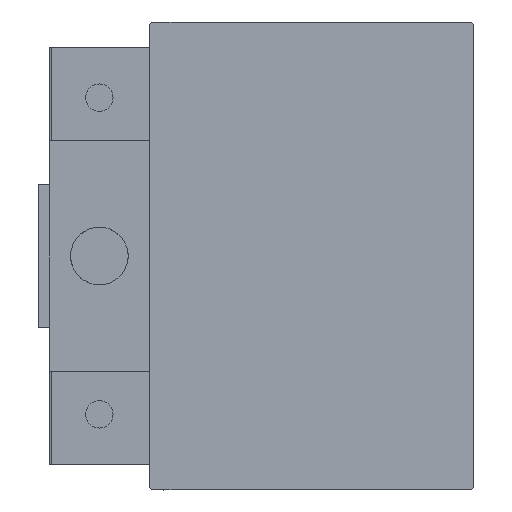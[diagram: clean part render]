
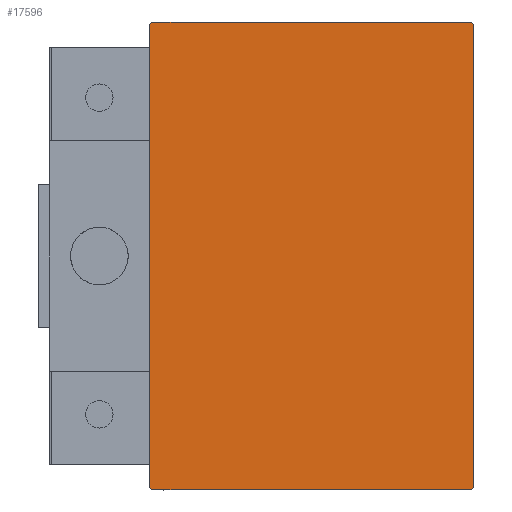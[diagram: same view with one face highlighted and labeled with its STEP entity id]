
A CAD part, left-side view. The second image highlights one B-rep face of the part: STEP entity #17596.
In plain terms, the highlighted face is planar.
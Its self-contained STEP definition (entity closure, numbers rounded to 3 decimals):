
#1414 = EDGE_CURVE ( 'NONE', #3464, #18310, #46546, .T. ) ;
#1546 = LINE ( 'NONE', #13597, #2665 ) ;
#2274 = VERTEX_POINT ( 'NONE', #4861 ) ;
#2665 = VECTOR ( 'NONE', #16870, 1000. ) ;
#3464 = VERTEX_POINT ( 'NONE', #5948 ) ;
#3567 = DIRECTION ( 'NONE',  ( 0., -0.707, 0.707 ) ) ;
#4602 = ORIENTED_EDGE ( 'NONE', *, *, #11514, .T. ) ;
#4861 = CARTESIAN_POINT ( 'NONE',  ( 100., 22.2, -32.5 ) ) ;
#5185 = EDGE_CURVE ( 'NONE', #28462, #15694, #25382, .T. ) ;
#5439 = EDGE_CURVE ( 'NONE', #21545, #2274, #12699, .T. ) ;
#5584 = CARTESIAN_POINT ( 'NONE',  ( 100., 27.35, -27.35 ) ) ;
#5948 = CARTESIAN_POINT ( 'NONE',  ( 100., -22.5, 32.2 ) ) ;
#7561 = EDGE_CURVE ( 'NONE', #2274, #28462, #40010, .T. ) ;
#7565 = CARTESIAN_POINT ( 'NONE',  ( 100., 27.35, 27.35 ) ) ;
#9689 = ORIENTED_EDGE ( 'NONE', *, *, #5185, .T. ) ;
#9797 = CARTESIAN_POINT ( 'NONE',  ( 100., 22.5, -32.5 ) ) ;
#10824 = EDGE_CURVE ( 'NONE', #32439, #3464, #30591, .T. ) ;
#11514 = EDGE_CURVE ( 'NONE', #24059, #32439, #19904, .T. ) ;
#11606 = ORIENTED_EDGE ( 'NONE', *, *, #39033, .T. ) ;
#11998 = DIRECTION ( 'NONE',  ( 0., -0.707, -0.707 ) ) ;
#12699 = LINE ( 'NONE', #35569, #24108 ) ;
#12889 = ORIENTED_EDGE ( 'NONE', *, *, #37564, .T. ) ;
#13387 = DIRECTION ( 'NONE',  ( 0., 0.707, 0.707 ) ) ;
#13597 = CARTESIAN_POINT ( 'NONE',  ( 100., -27.35, -27.35 ) ) ;
#13659 = DIRECTION ( 'NONE',  ( 0., 0., -1. ) ) ;
#13836 = ORIENTED_EDGE ( 'NONE', *, *, #10824, .T. ) ;
#15694 = VERTEX_POINT ( 'NONE', #21665 ) ;
#16870 = DIRECTION ( 'NONE',  ( 0., 0.707, -0.707 ) ) ;
#17446 = DIRECTION ( 'NONE',  ( 1., 0., 0. ) ) ;
#17596 = ADVANCED_FACE ( 'NONE', ( #36533 ), #47616, .T. ) ;
#18310 = VERTEX_POINT ( 'NONE', #34371 ) ;
#19904 = LINE ( 'NONE', #42787, #23209 ) ;
#20203 = VECTOR ( 'NONE', #13387, 1000. ) ;
#21545 = VERTEX_POINT ( 'NONE', #35880 ) ;
#21665 = CARTESIAN_POINT ( 'NONE',  ( 100., 22.5, 32.2 ) ) ;
#23209 = VECTOR ( 'NONE', #26461, 1000. ) ;
#24059 = VERTEX_POINT ( 'NONE', #26537 ) ;
#24108 = VECTOR ( 'NONE', #39091, 1000. ) ;
#25382 = LINE ( 'NONE', #9797, #28966 ) ;
#26461 = DIRECTION ( 'NONE',  ( 0., -1., 0. ) ) ;
#26537 = CARTESIAN_POINT ( 'NONE',  ( 100., 22.2, 32.5 ) ) ;
#28148 = DIRECTION ( 'NONE',  ( 0., 0., 1. ) ) ;
#28462 = VERTEX_POINT ( 'NONE', #34366 ) ;
#28966 = VECTOR ( 'NONE', #28148, 1000. ) ;
#30591 = LINE ( 'NONE', #49232, #38869 ) ;
#32252 = CARTESIAN_POINT ( 'NONE',  ( 100., 0., 0. ) ) ;
#32439 = VERTEX_POINT ( 'NONE', #38317 ) ;
#33871 = VECTOR ( 'NONE', #3567, 1000. ) ;
#34366 = CARTESIAN_POINT ( 'NONE',  ( 100., 22.5, -32.2 ) ) ;
#34371 = CARTESIAN_POINT ( 'NONE',  ( 100., -22.5, -32.2 ) ) ;
#35211 = DIRECTION ( 'NONE',  ( 0., 0., -1. ) ) ;
#35569 = CARTESIAN_POINT ( 'NONE',  ( 100., -22.5, -32.5 ) ) ;
#35880 = CARTESIAN_POINT ( 'NONE',  ( 100., -22.2, -32.5 ) ) ;
#36428 = ORIENTED_EDGE ( 'NONE', *, *, #7561, .T. ) ;
#36533 = FACE_OUTER_BOUND ( 'NONE', #45071, .T. ) ;
#36598 = ORIENTED_EDGE ( 'NONE', *, *, #5439, .T. ) ;
#37564 = EDGE_CURVE ( 'NONE', #15694, #24059, #41027, .T. ) ;
#38317 = CARTESIAN_POINT ( 'NONE',  ( 100., -22.2, 32.5 ) ) ;
#38869 = VECTOR ( 'NONE', #11998, 1000. ) ;
#39033 = EDGE_CURVE ( 'NONE', #18310, #21545, #1546, .T. ) ;
#39091 = DIRECTION ( 'NONE',  ( 0., 1., 0. ) ) ;
#39219 = CARTESIAN_POINT ( 'NONE',  ( 100., -22.5, 32.5 ) ) ;
#40010 = LINE ( 'NONE', #5584, #20203 ) ;
#41027 = LINE ( 'NONE', #7565, #33871 ) ;
#42601 = VECTOR ( 'NONE', #35211, 1000. ) ;
#42787 = CARTESIAN_POINT ( 'NONE',  ( 100., 22.5, 32.5 ) ) ;
#43074 = AXIS2_PLACEMENT_3D ( 'NONE', #32252, #17446, #13659 ) ;
#45071 = EDGE_LOOP ( 'NONE', ( #36598, #36428, #9689, #12889, #4602, #13836, #47081, #11606 ) ) ;
#46546 = LINE ( 'NONE', #39219, #42601 ) ;
#47081 = ORIENTED_EDGE ( 'NONE', *, *, #1414, .T. ) ;
#47616 = PLANE ( 'NONE',  #43074 ) ;
#49232 = CARTESIAN_POINT ( 'NONE',  ( 100., -27.35, 27.35 ) ) ;
